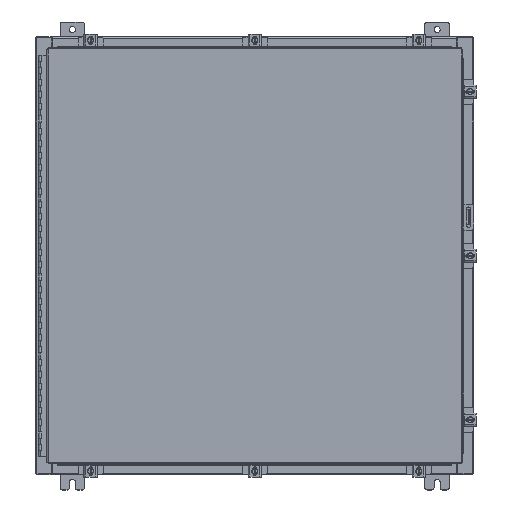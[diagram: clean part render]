
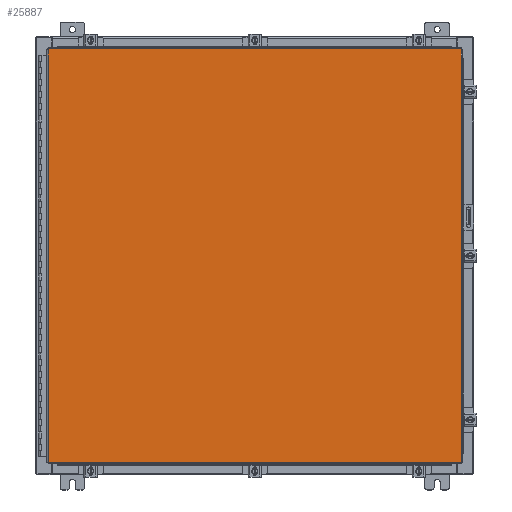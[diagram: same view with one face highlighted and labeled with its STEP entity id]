
A CAD part, top view. The second image highlights one B-rep face of the part: STEP entity #25887.
In plain terms, the highlighted planar face has unit normal (0, 0, 1).
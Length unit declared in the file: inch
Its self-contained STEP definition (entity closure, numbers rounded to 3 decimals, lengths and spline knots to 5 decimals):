
#2145 = EDGE_CURVE ( 'NONE', #40204, #11570, #14631, .T. ) ;
#2444 = CARTESIAN_POINT ( 'NONE',  ( -16.9903, -17.0063, 0. ) ) ;
#3492 = VERTEX_POINT ( 'NONE', #18720 ) ;
#5374 = VECTOR ( 'NONE', #9893, 39.37008 ) ;
#6079 = PLANE ( 'NONE',  #12068 ) ;
#8097 = ORIENTED_EDGE ( 'NONE', *, *, #25274, .T. ) ;
#9584 = DIRECTION ( 'NONE',  ( 0., 0., -1. ) ) ;
#9765 = FACE_OUTER_BOUND ( 'NONE', #30158, .T. ) ;
#9893 = DIRECTION ( 'NONE',  ( -1., 0., 0. ) ) ;
#11570 = VERTEX_POINT ( 'NONE', #35130 ) ;
#12068 = AXIS2_PLACEMENT_3D ( 'NONE', #19921, #9584, #33869 ) ;
#14110 = LINE ( 'NONE', #33444, #16306 ) ;
#14631 = LINE ( 'NONE', #43346, #5374 ) ;
#15420 = LINE ( 'NONE', #26801, #32778 ) ;
#16306 = VECTOR ( 'NONE', #36635, 39.37008 ) ;
#18720 = CARTESIAN_POINT ( 'NONE',  ( 16.9903, -17.0063, 0. ) ) ;
#19921 = CARTESIAN_POINT ( 'NONE',  ( 0., 0., 0. ) ) ;
#24576 = VECTOR ( 'NONE', #30268, 39.37008 ) ;
#25274 = EDGE_CURVE ( 'NONE', #11570, #39502, #15420, .T. ) ;
#25887 = ADVANCED_FACE ( 'NONE', ( #9765 ), #6079, .F. ) ;
#26801 = CARTESIAN_POINT ( 'NONE',  ( -16.9903, 17.0063, 0. ) ) ;
#29606 = ORIENTED_EDGE ( 'NONE', *, *, #40821, .T. ) ;
#30158 = EDGE_LOOP ( 'NONE', ( #33754, #29606, #31762, #8097 ) ) ;
#30268 = DIRECTION ( 'NONE',  ( 1., 0., 0. ) ) ;
#30290 = DIRECTION ( 'NONE',  ( 0., -1., 0. ) ) ;
#31762 = ORIENTED_EDGE ( 'NONE', *, *, #2145, .T. ) ;
#32778 = VECTOR ( 'NONE', #30290, 39.37008 ) ;
#33444 = CARTESIAN_POINT ( 'NONE',  ( 16.9903, -17.0063, 0. ) ) ;
#33754 = ORIENTED_EDGE ( 'NONE', *, *, #38669, .T. ) ;
#33802 = LINE ( 'NONE', #2444, #24576 ) ;
#33869 = DIRECTION ( 'NONE',  ( -1., 0., 0. ) ) ;
#35130 = CARTESIAN_POINT ( 'NONE',  ( -16.9903, 17.0063, 0. ) ) ;
#36635 = DIRECTION ( 'NONE',  ( 0., 1., 0. ) ) ;
#36688 = CARTESIAN_POINT ( 'NONE',  ( 16.9903, 17.0063, 0. ) ) ;
#38669 = EDGE_CURVE ( 'NONE', #39502, #3492, #33802, .T. ) ;
#39452 = CARTESIAN_POINT ( 'NONE',  ( -16.9903, -17.0063, 0. ) ) ;
#39502 = VERTEX_POINT ( 'NONE', #39452 ) ;
#40204 = VERTEX_POINT ( 'NONE', #36688 ) ;
#40821 = EDGE_CURVE ( 'NONE', #3492, #40204, #14110, .T. ) ;
#43346 = CARTESIAN_POINT ( 'NONE',  ( 16.9903, 17.0063, 0. ) ) ;
